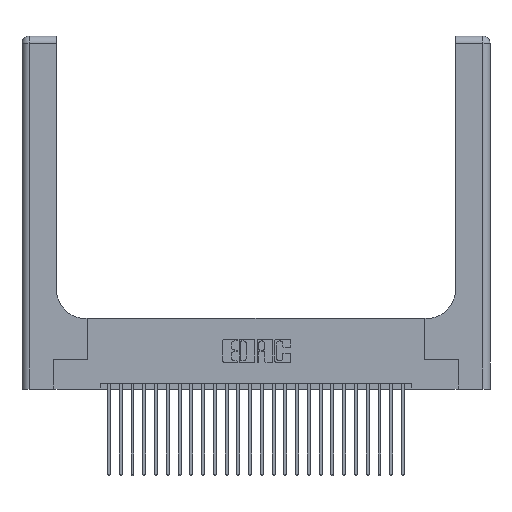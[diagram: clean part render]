
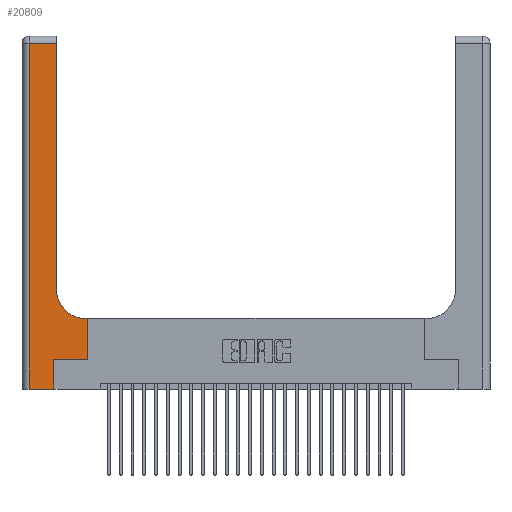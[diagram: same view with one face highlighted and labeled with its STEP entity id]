
A CAD part, top view. The second image highlights one B-rep face of the part: STEP entity #20809.
In plain terms, the highlighted planar face has unit normal (0, 0, 1).
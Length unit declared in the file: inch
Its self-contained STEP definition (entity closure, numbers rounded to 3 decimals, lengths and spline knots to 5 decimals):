
#446 = LINE ( 'NONE', #17124, #17128 ) ;
#1691 = CARTESIAN_POINT ( 'NONE',  ( 0.2915, 2.94, 0.37 ) ) ;
#1711 = VECTOR ( 'NONE', #7061, 39.37008 ) ;
#1966 = DIRECTION ( 'NONE',  ( 0., 1., 0. ) ) ;
#2002 = VERTEX_POINT ( 'NONE', #4679 ) ;
#2336 = LINE ( 'NONE', #5089, #24475 ) ;
#2658 = EDGE_CURVE ( 'NONE', #25220, #8060, #6916, .T. ) ;
#2793 = ORIENTED_EDGE ( 'NONE', *, *, #4923, .T. ) ;
#3093 = VERTEX_POINT ( 'NONE', #16882 ) ;
#3412 = ORIENTED_EDGE ( 'NONE', *, *, #11859, .T. ) ;
#4030 = VECTOR ( 'NONE', #26137, 39.37008 ) ;
#4043 = VERTEX_POINT ( 'NONE', #20009 ) ;
#4070 = EDGE_CURVE ( 'NONE', #8060, #2002, #2336, .T. ) ;
#4179 = ORIENTED_EDGE ( 'NONE', *, *, #9766, .T. ) ;
#4248 = CIRCLE ( 'NONE', #26295, 0.25 ) ;
#4679 = CARTESIAN_POINT ( 'NONE',  ( 0.06, 2.94, 0.37 ) ) ;
#4923 = EDGE_CURVE ( 'NONE', #24706, #4043, #24640, .T. ) ;
#5089 = CARTESIAN_POINT ( 'NONE',  ( 0., 2.94, 0.37 ) ) ;
#5482 = DIRECTION ( 'NONE',  ( 0., 0., -1. ) ) ;
#5883 = CARTESIAN_POINT ( 'NONE',  ( 0.2915, 0.85, 0.37 ) ) ;
#6916 = LINE ( 'NONE', #24083, #1711 ) ;
#6921 = CARTESIAN_POINT ( 'NONE',  ( 0., 3., 0.37 ) ) ;
#7061 = DIRECTION ( 'NONE',  ( 0., 1., 0. ) ) ;
#7696 = FACE_OUTER_BOUND ( 'NONE', #9964, .T. ) ;
#7908 = VERTEX_POINT ( 'NONE', #18534 ) ;
#7992 = ORIENTED_EDGE ( 'NONE', *, *, #17452, .T. ) ;
#8060 = VERTEX_POINT ( 'NONE', #1691 ) ;
#8201 = DIRECTION ( 'NONE',  ( -1., 0., 0. ) ) ;
#8728 = ORIENTED_EDGE ( 'NONE', *, *, #4070, .T. ) ;
#9622 = EDGE_CURVE ( 'NONE', #2002, #7908, #20520, .T. ) ;
#9766 = EDGE_CURVE ( 'NONE', #21033, #3093, #11520, .T. ) ;
#9964 = EDGE_LOOP ( 'NONE', ( #14794, #8728, #17541, #18932, #20542, #4179, #7992, #2793, #3412 ) ) ;
#11262 = DIRECTION ( 'NONE',  ( -1., 0., 0. ) ) ;
#11520 = LINE ( 'NONE', #18166, #27671 ) ;
#11859 = EDGE_CURVE ( 'NONE', #4043, #25220, #4248, .T. ) ;
#12206 = EDGE_CURVE ( 'NONE', #14627, #21033, #12695, .T. ) ;
#12362 = CARTESIAN_POINT ( 'NONE',  ( 0., 0., 0.37 ) ) ;
#12695 = LINE ( 'NONE', #17113, #23290 ) ;
#12872 = CARTESIAN_POINT ( 'NONE',  ( 0.5585, 0.6, 0.37 ) ) ;
#13567 = EDGE_CURVE ( 'NONE', #7908, #14627, #15309, .T. ) ;
#14627 = VERTEX_POINT ( 'NONE', #24482 ) ;
#14794 = ORIENTED_EDGE ( 'NONE', *, *, #2658, .T. ) ;
#15309 = LINE ( 'NONE', #12362, #20306 ) ;
#16882 = CARTESIAN_POINT ( 'NONE',  ( 0.5585, 0.25, 0.37 ) ) ;
#17113 = CARTESIAN_POINT ( 'NONE',  ( 0.269, 0., 0.37 ) ) ;
#17124 = CARTESIAN_POINT ( 'NONE',  ( 0.5585, 0.25, 0.37 ) ) ;
#17128 = VECTOR ( 'NONE', #1966, 39.37008 ) ;
#17452 = EDGE_CURVE ( 'NONE', #3093, #24706, #446, .T. ) ;
#17541 = ORIENTED_EDGE ( 'NONE', *, *, #9622, .T. ) ;
#17790 = CARTESIAN_POINT ( 'NONE',  ( 0.06, 3., 0.37 ) ) ;
#18166 = CARTESIAN_POINT ( 'NONE',  ( 0.269, 0.25, 0.37 ) ) ;
#18249 = DIRECTION ( 'NONE',  ( 1., 0., 0. ) ) ;
#18341 = CARTESIAN_POINT ( 'NONE',  ( 0.5415, 0.85, 0.37 ) ) ;
#18534 = CARTESIAN_POINT ( 'NONE',  ( 0.06, 0., 0.37 ) ) ;
#18932 = ORIENTED_EDGE ( 'NONE', *, *, #13567, .T. ) ;
#19065 = VECTOR ( 'NONE', #8201, 39.37008 ) ;
#19352 = DIRECTION ( 'NONE',  ( 0., 1., 0. ) ) ;
#20009 = CARTESIAN_POINT ( 'NONE',  ( 0.5415, 0.6, 0.37 ) ) ;
#20306 = VECTOR ( 'NONE', #25030, 39.37008 ) ;
#20479 = DIRECTION ( 'NONE',  ( 1., 0., 0. ) ) ;
#20520 = LINE ( 'NONE', #17790, #4030 ) ;
#20542 = ORIENTED_EDGE ( 'NONE', *, *, #12206, .T. ) ;
#20809 = ADVANCED_FACE ( 'NONE', ( #7696 ), #21824, .F. ) ;
#21033 = VERTEX_POINT ( 'NONE', #26649 ) ;
#21824 = PLANE ( 'NONE',  #23985 ) ;
#23141 = CARTESIAN_POINT ( 'NONE',  ( 0.2915, 0.6, 0.37 ) ) ;
#23290 = VECTOR ( 'NONE', #19352, 39.37008 ) ;
#23943 = DIRECTION ( 'NONE',  ( 0., 0., -1. ) ) ;
#23985 = AXIS2_PLACEMENT_3D ( 'NONE', #6921, #23943, #11262 ) ;
#24083 = CARTESIAN_POINT ( 'NONE',  ( 0.2915, 3., 0.37 ) ) ;
#24293 = DIRECTION ( 'NONE',  ( -1., 0., 0. ) ) ;
#24475 = VECTOR ( 'NONE', #24293, 39.37008 ) ;
#24482 = CARTESIAN_POINT ( 'NONE',  ( 0.269, 0., 0.37 ) ) ;
#24640 = LINE ( 'NONE', #23141, #19065 ) ;
#24706 = VERTEX_POINT ( 'NONE', #12872 ) ;
#25030 = DIRECTION ( 'NONE',  ( 1., 0., 0. ) ) ;
#25220 = VERTEX_POINT ( 'NONE', #5883 ) ;
#26137 = DIRECTION ( 'NONE',  ( 0., -1., 0. ) ) ;
#26295 = AXIS2_PLACEMENT_3D ( 'NONE', #18341, #5482, #20479 ) ;
#26649 = CARTESIAN_POINT ( 'NONE',  ( 0.269, 0.25, 0.37 ) ) ;
#27671 = VECTOR ( 'NONE', #18249, 39.37008 ) ;
